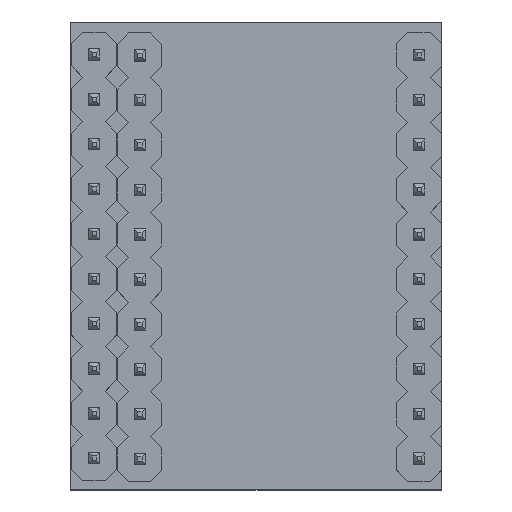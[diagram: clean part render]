
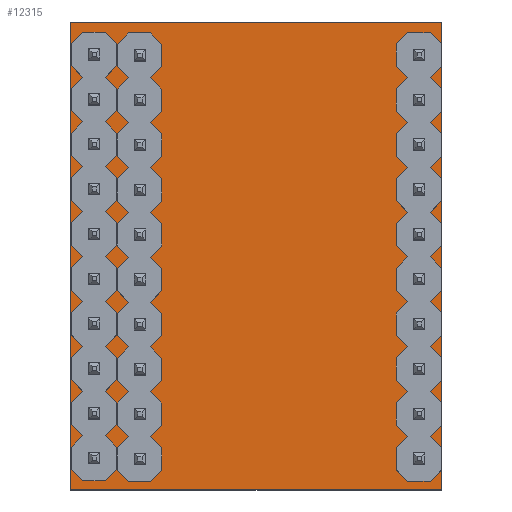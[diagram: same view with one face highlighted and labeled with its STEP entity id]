
A CAD part, top view. The second image highlights one B-rep face of the part: STEP entity #12315.
In plain terms, the highlighted planar face has unit normal (0, 0, 1).
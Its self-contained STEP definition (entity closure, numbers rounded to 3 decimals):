
#1351=FACE_OUTER_BOUND('',#2054,.T.);
#2054=EDGE_LOOP('',(#11003,#11004,#11005,#11006));
#3641=LINE('',#19151,#5231);
#3644=LINE('',#19157,#5234);
#3647=LINE('',#19163,#5237);
#3650=LINE('',#19167,#5240);
#5231=VECTOR('',#15884,10.);
#5234=VECTOR('',#15889,10.);
#5237=VECTOR('',#15894,10.);
#5240=VECTOR('',#15899,10.);
#6255=VERTEX_POINT('',#19148);
#6256=VERTEX_POINT('',#19150);
#6258=VERTEX_POINT('',#19156);
#6260=VERTEX_POINT('',#19162);
#7841=EDGE_CURVE('',#6256,#6255,#3641,.T.);
#7844=EDGE_CURVE('',#6258,#6256,#3644,.T.);
#7847=EDGE_CURVE('',#6260,#6258,#3647,.T.);
#7850=EDGE_CURVE('',#6255,#6260,#3650,.T.);
#11003=ORIENTED_EDGE('',*,*,#7850,.T.);
#11004=ORIENTED_EDGE('',*,*,#7847,.T.);
#11005=ORIENTED_EDGE('',*,*,#7844,.T.);
#11006=ORIENTED_EDGE('',*,*,#7841,.T.);
#11672=PLANE('',#13012);
#12315=ADVANCED_FACE('',(#1351),#11672,.T.);
#13012=AXIS2_PLACEMENT_3D('',#19168,#15900,#15901);
#15884=DIRECTION('',(-1.,0.,0.));
#15889=DIRECTION('',(0.,1.,0.));
#15894=DIRECTION('',(1.,0.,0.));
#15899=DIRECTION('',(0.,-1.,0.));
#15900=DIRECTION('center_axis',(0.,0.,1.));
#15901=DIRECTION('ref_axis',(1.,0.,0.));
#19148=CARTESIAN_POINT('',(0.,26.5,1.6));
#19150=CARTESIAN_POINT('',(21.,26.5,1.6));
#19151=CARTESIAN_POINT('',(21.,26.5,1.6));
#19156=CARTESIAN_POINT('',(21.,0.,1.6));
#19157=CARTESIAN_POINT('',(21.,0.,1.6));
#19162=CARTESIAN_POINT('',(0.,0.,1.6));
#19163=CARTESIAN_POINT('',(0.,0.,1.6));
#19167=CARTESIAN_POINT('',(0.,26.5,1.6));
#19168=CARTESIAN_POINT('Origin',(10.5,13.25,1.6));
